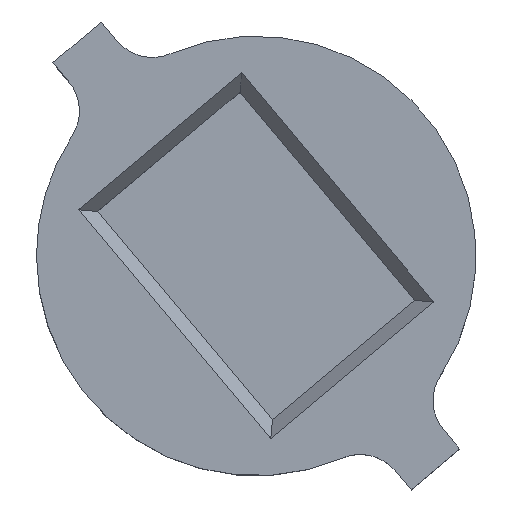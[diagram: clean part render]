
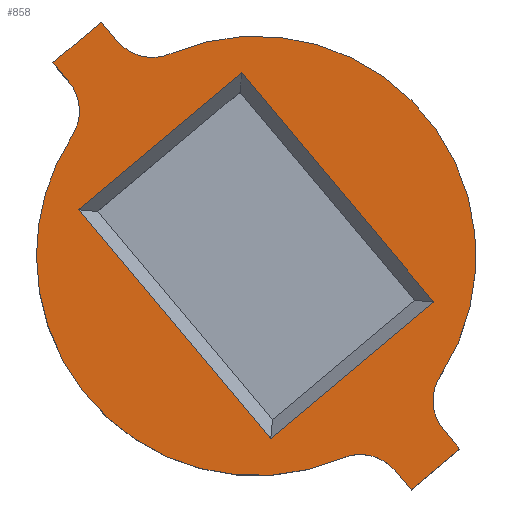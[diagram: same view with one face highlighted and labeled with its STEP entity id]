
A CAD part, top view. The second image highlights one B-rep face of the part: STEP entity #858.
In plain terms, the highlighted planar face has unit normal (0, 0, 1).
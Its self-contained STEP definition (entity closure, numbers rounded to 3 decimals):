
#4 = ORIENTED_EDGE ( 'NONE', *, *, #1132, .F. ) ;
#11 = EDGE_CURVE ( 'NONE', #610, #948, #1214, .T. ) ;
#12 = CARTESIAN_POINT ( 'NONE',  ( -75.121, 49.538, 31.1 ) ) ;
#14 = ORIENTED_EDGE ( 'NONE', *, *, #328, .F. ) ;
#16 = AXIS2_PLACEMENT_3D ( 'NONE', #618, #818, #1339 ) ;
#33 = CIRCLE ( 'NONE', #221, 4.85 ) ;
#43 = EDGE_CURVE ( 'NONE', #153, #565, #97, .T. ) ;
#76 = CARTESIAN_POINT ( 'NONE',  ( -79.289, 49.761, 31.1 ) ) ;
#77 = VERTEX_POINT ( 'NONE', #132 ) ;
#85 = VECTOR ( 'NONE', #614, 1000. ) ;
#88 = VECTOR ( 'NONE', #431, 1000. ) ;
#95 = VECTOR ( 'NONE', #175, 1000. ) ;
#97 = LINE ( 'NONE', #573, #292 ) ;
#109 = EDGE_CURVE ( 'NONE', #751, #77, #982, .T. ) ;
#119 = EDGE_CURVE ( 'NONE', #607, #1016, #896, .T. ) ;
#126 = VECTOR ( 'NONE', #1062, 1000. ) ;
#127 = CARTESIAN_POINT ( 'NONE',  ( -79.7, 48.695, 31.1 ) ) ;
#132 = CARTESIAN_POINT ( 'NONE',  ( -71.738, 40.762, 31.1 ) ) ;
#135 = DIRECTION ( 'NONE',  ( 0.766, 0.643, 0. ) ) ;
#140 = CARTESIAN_POINT ( 'NONE',  ( -70.311, 41.239, 31.1 ) ) ;
#142 = DIRECTION ( 'NONE',  ( 0., 0., 1. ) ) ;
#153 = VERTEX_POINT ( 'NONE', #1281 ) ;
#161 = ORIENTED_EDGE ( 'NONE', *, *, #1304, .F. ) ;
#173 = LINE ( 'NONE', #76, #375 ) ;
#175 = DIRECTION ( 'NONE',  ( -0.643, 0.766, 0. ) ) ;
#179 = CIRCLE ( 'NONE', #1294, 1. ) ;
#214 = DIRECTION ( 'NONE',  ( 0., 0., -1. ) ) ;
#221 = AXIS2_PLACEMENT_3D ( 'NONE', #687, #895, #498 ) ;
#222 = CARTESIAN_POINT ( 'NONE',  ( -70.879, 44.483, 31.1 ) ) ;
#229 = ORIENTED_EDGE ( 'NONE', *, *, #788, .F. ) ;
#230 = DIRECTION ( 'NONE',  ( 0.643, -0.766, 0. ) ) ;
#235 = EDGE_CURVE ( 'NONE', #994, #1115, #1116, .T. ) ;
#244 = ORIENTED_EDGE ( 'NONE', *, *, #884, .F. ) ;
#266 = CIRCLE ( 'NONE', #785, 4.85 ) ;
#292 = VECTOR ( 'NONE', #749, 1000. ) ;
#305 = ORIENTED_EDGE ( 'NONE', *, *, #235, .F. ) ;
#307 = VERTEX_POINT ( 'NONE', #834 ) ;
#324 = FACE_OUTER_BOUND ( 'NONE', #812, .T. ) ;
#328 = EDGE_CURVE ( 'NONE', #1117, #653, #499, .T. ) ;
#339 = CARTESIAN_POINT ( 'NONE',  ( -78.217, 50.661, 31.1 ) ) ;
#355 = EDGE_CURVE ( 'NONE', #1204, #437, #815, .T. ) ;
#361 = CIRCLE ( 'NONE', #16, 1. ) ;
#362 = ORIENTED_EDGE ( 'NONE', *, *, #479, .T. ) ;
#366 = DIRECTION ( 'NONE',  ( -0.766, -0.643, 0. ) ) ;
#375 = VECTOR ( 'NONE', #389, 1000. ) ;
#383 = LINE ( 'NONE', #1345, #88 ) ;
#389 = DIRECTION ( 'NONE',  ( -0.643, 0.766, 0. ) ) ;
#408 = AXIS2_PLACEMENT_3D ( 'NONE', #1037, #214, #1218 ) ;
#431 = DIRECTION ( 'NONE',  ( 0.643, -0.766, 0. ) ) ;
#437 = VERTEX_POINT ( 'NONE', #140 ) ;
#442 = VECTOR ( 'NONE', #135, 1000. ) ;
#453 = AXIS2_PLACEMENT_3D ( 'NONE', #1147, #142, #1144 ) ;
#454 = VECTOR ( 'NONE', #1000, 1000. ) ;
#479 = EDGE_CURVE ( 'NONE', #911, #544, #383, .T. ) ;
#489 = CARTESIAN_POINT ( 'NONE',  ( -72.679, 42.972, 31.1 ) ) ;
#492 = LINE ( 'NONE', #489, #731 ) ;
#498 = DIRECTION ( 'NONE',  ( -1., 0., 0. ) ) ;
#499 = CIRCLE ( 'NONE', #1200, 1. ) ;
#519 = LINE ( 'NONE', #805, #85 ) ;
#523 = CARTESIAN_POINT ( 'NONE',  ( -71.383, 40.339, 31.1 ) ) ;
#544 = VERTEX_POINT ( 'NONE', #222 ) ;
#555 = VECTOR ( 'NONE', #230, 1000. ) ;
#558 = DIRECTION ( 'NONE',  ( 0., 0., -1. ) ) ;
#559 = CARTESIAN_POINT ( 'NONE',  ( -78.217, 50.661, 31.1 ) ) ;
#562 = DIRECTION ( 'NONE',  ( 0., 0., -1. ) ) ;
#565 = VERTEX_POINT ( 'NONE', #722 ) ;
#573 = CARTESIAN_POINT ( 'NONE',  ( -76.6, 43.989, 31.1 ) ) ;
#578 = CARTESIAN_POINT ( 'NONE',  ( -71.738, 40.762, 31.1 ) ) ;
#590 = CARTESIAN_POINT ( 'NONE',  ( -76.703, 49.961, 31.1 ) ) ;
#598 = EDGE_LOOP ( 'NONE', ( #705, #913, #362, #1298 ) ) ;
#605 = EDGE_CURVE ( 'NONE', #307, #607, #1287, .T. ) ;
#606 = DIRECTION ( 'NONE',  ( -1., 0., 0. ) ) ;
#607 = VERTEX_POINT ( 'NONE', #559 ) ;
#610 = VERTEX_POINT ( 'NONE', #1162 ) ;
#614 = DIRECTION ( 'NONE',  ( -0.766, -0.643, 0. ) ) ;
#618 = CARTESIAN_POINT ( 'NONE',  ( -77.096, 50.881, 31.1 ) ) ;
#652 = ORIENTED_EDGE ( 'NONE', *, *, #780, .F. ) ;
#653 = VERTEX_POINT ( 'NONE', #689 ) ;
#680 = CARTESIAN_POINT ( 'NONE',  ( -77.862, 50.238, 31.1 ) ) ;
#687 = CARTESIAN_POINT ( 'NONE',  ( -74.8, 45.5, 31.1 ) ) ;
#689 = CARTESIAN_POINT ( 'NONE',  ( -78.934, 49.338, 31.1 ) ) ;
#692 = LINE ( 'NONE', #1060, #442 ) ;
#705 = ORIENTED_EDGE ( 'NONE', *, *, #43, .T. ) ;
#713 = DIRECTION ( 'NONE',  ( 0., 0., 1. ) ) ;
#717 = ORIENTED_EDGE ( 'NONE', *, *, #11, .F. ) ;
#722 = CARTESIAN_POINT ( 'NONE',  ( -78.721, 46.517, 31.1 ) ) ;
#731 = VECTOR ( 'NONE', #366, 1000. ) ;
#733 = CIRCLE ( 'NONE', #1195, 1. ) ;
#734 = DIRECTION ( 'NONE',  ( -1., 0., 0. ) ) ;
#749 = DIRECTION ( 'NONE',  ( -0.643, 0.766, 0. ) ) ;
#750 = PLANE ( 'NONE',  #920 ) ;
#751 = VERTEX_POINT ( 'NONE', #523 ) ;
#780 = EDGE_CURVE ( 'NONE', #77, #994, #179, .T. ) ;
#781 = CARTESIAN_POINT ( 'NONE',  ( -79.65, 45.5, 31.1 ) ) ;
#785 = AXIS2_PLACEMENT_3D ( 'NONE', #1152, #558, #958 ) ;
#788 = EDGE_CURVE ( 'NONE', #1016, #1181, #361, .T. ) ;
#796 = CARTESIAN_POINT ( 'NONE',  ( -78.863, 48.149, 31.1 ) ) ;
#805 = CARTESIAN_POINT ( 'NONE',  ( -71.383, 40.339, 31.1 ) ) ;
#812 = EDGE_LOOP ( 'NONE', ( #1212, #161, #717, #244, #229, #1121, #862, #4, #14, #867, #305, #652, #1075, #901 ) ) ;
#815 = LINE ( 'NONE', #965, #555 ) ;
#818 = DIRECTION ( 'NONE',  ( 0., 0., 1. ) ) ;
#834 = CARTESIAN_POINT ( 'NONE',  ( -79.289, 49.761, 31.1 ) ) ;
#851 = DIRECTION ( 'NONE',  ( 0., 0., 1. ) ) ;
#858 = ADVANCED_FACE ( 'NONE', ( #977, #324 ), #750, .F. ) ;
#862 = ORIENTED_EDGE ( 'NONE', *, *, #605, .F. ) ;
#867 = ORIENTED_EDGE ( 'NONE', *, *, #1187, .F. ) ;
#875 = EDGE_CURVE ( 'NONE', #565, #911, #692, .T. ) ;
#884 = EDGE_CURVE ( 'NONE', #1181, #610, #266, .T. ) ;
#895 = DIRECTION ( 'NONE',  ( 0., 0., -1. ) ) ;
#896 = LINE ( 'NONE', #991, #454 ) ;
#901 = ORIENTED_EDGE ( 'NONE', *, *, #1315, .F. ) ;
#911 = VERTEX_POINT ( 'NONE', #12 ) ;
#913 = ORIENTED_EDGE ( 'NONE', *, *, #875, .T. ) ;
#920 = AXIS2_PLACEMENT_3D ( 'NONE', #1052, #562, #964 ) ;
#948 = VERTEX_POINT ( 'NONE', #1076 ) ;
#958 = DIRECTION ( 'NONE',  ( -1., 0., 0. ) ) ;
#964 = DIRECTION ( 'NONE',  ( -1., 0., 0. ) ) ;
#965 = CARTESIAN_POINT ( 'NONE',  ( -70.311, 41.239, 31.1 ) ) ;
#977 = FACE_BOUND ( 'NONE', #598, .T. ) ;
#982 = LINE ( 'NONE', #578, #95 ) ;
#991 = CARTESIAN_POINT ( 'NONE',  ( -77.862, 50.238, 31.1 ) ) ;
#994 = VERTEX_POINT ( 'NONE', #1166 ) ;
#1000 = DIRECTION ( 'NONE',  ( 0.643, -0.766, 0. ) ) ;
#1002 = CARTESIAN_POINT ( 'NONE',  ( -70.666, 41.662, 31.1 ) ) ;
#1016 = VERTEX_POINT ( 'NONE', #680 ) ;
#1035 = EDGE_CURVE ( 'NONE', #544, #153, #492, .T. ) ;
#1037 = CARTESIAN_POINT ( 'NONE',  ( -74.8, 45.5, 31.1 ) ) ;
#1052 = CARTESIAN_POINT ( 'NONE',  ( -74.8, 45.5, 31.1 ) ) ;
#1060 = CARTESIAN_POINT ( 'NONE',  ( -76.921, 48.028, 31.1 ) ) ;
#1062 = DIRECTION ( 'NONE',  ( 0.766, 0.643, 0. ) ) ;
#1075 = ORIENTED_EDGE ( 'NONE', *, *, #109, .F. ) ;
#1076 = CARTESIAN_POINT ( 'NONE',  ( -70.9, 42.305, 31.1 ) ) ;
#1115 = VERTEX_POINT ( 'NONE', #781 ) ;
#1116 = CIRCLE ( 'NONE', #408, 4.85 ) ;
#1117 = VERTEX_POINT ( 'NONE', #796 ) ;
#1121 = ORIENTED_EDGE ( 'NONE', *, *, #119, .F. ) ;
#1126 = CARTESIAN_POINT ( 'NONE',  ( -72.504, 40.119, 31.1 ) ) ;
#1132 = EDGE_CURVE ( 'NONE', #653, #307, #173, .T. ) ;
#1144 = DIRECTION ( 'NONE',  ( -1., 0., 0. ) ) ;
#1147 = CARTESIAN_POINT ( 'NONE',  ( -69.9, 42.305, 31.1 ) ) ;
#1152 = CARTESIAN_POINT ( 'NONE',  ( -74.8, 45.5, 31.1 ) ) ;
#1162 = CARTESIAN_POINT ( 'NONE',  ( -70.737, 42.851, 31.1 ) ) ;
#1166 = CARTESIAN_POINT ( 'NONE',  ( -72.897, 41.039, 31.1 ) ) ;
#1181 = VERTEX_POINT ( 'NONE', #590 ) ;
#1187 = EDGE_CURVE ( 'NONE', #1115, #1117, #33, .T. ) ;
#1195 = AXIS2_PLACEMENT_3D ( 'NONE', #1208, #1211, #606 ) ;
#1200 = AXIS2_PLACEMENT_3D ( 'NONE', #127, #851, #1237 ) ;
#1204 = VERTEX_POINT ( 'NONE', #1002 ) ;
#1208 = CARTESIAN_POINT ( 'NONE',  ( -69.9, 42.305, 31.1 ) ) ;
#1211 = DIRECTION ( 'NONE',  ( 0., 0., 1. ) ) ;
#1212 = ORIENTED_EDGE ( 'NONE', *, *, #355, .F. ) ;
#1214 = CIRCLE ( 'NONE', #453, 1. ) ;
#1218 = DIRECTION ( 'NONE',  ( -1., 0., 0. ) ) ;
#1237 = DIRECTION ( 'NONE',  ( -1., 0., 0. ) ) ;
#1281 = CARTESIAN_POINT ( 'NONE',  ( -74.479, 41.462, 31.1 ) ) ;
#1287 = LINE ( 'NONE', #339, #126 ) ;
#1294 = AXIS2_PLACEMENT_3D ( 'NONE', #1126, #713, #734 ) ;
#1298 = ORIENTED_EDGE ( 'NONE', *, *, #1035, .T. ) ;
#1304 = EDGE_CURVE ( 'NONE', #948, #1204, #733, .T. ) ;
#1315 = EDGE_CURVE ( 'NONE', #437, #751, #519, .T. ) ;
#1339 = DIRECTION ( 'NONE',  ( -1., 0., 0. ) ) ;
#1345 = CARTESIAN_POINT ( 'NONE',  ( -73., 47.011, 31.1 ) ) ;
